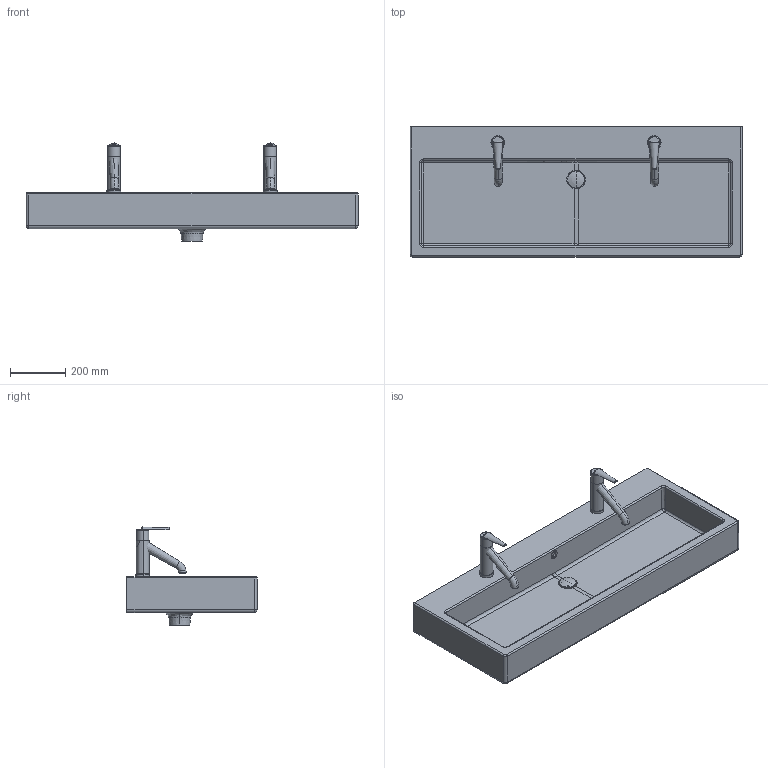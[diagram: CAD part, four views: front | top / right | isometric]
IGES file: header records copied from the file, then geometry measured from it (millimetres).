
Global section: file name: No Iges File Name specified; native system: Autodesk Inventor 2009; preprocessor: AutoDesk Inventor Iges Exporter R2009; author: Andreas; date: 20100810.132940; units: millimetre
Bounding box: 1200 x 470 x 354.34 mm (x, y, z)
Volume: 24966449.8 mm3; surface area: 2151615.2 mm2
Topology: 11 solids, 11 shells, 223 faces, 526 edges, 328 vertices
Faces by surface type: plane 58, cylinder 47, revolution 40, torus 33, bspline 31, cone 12, sphere 2
